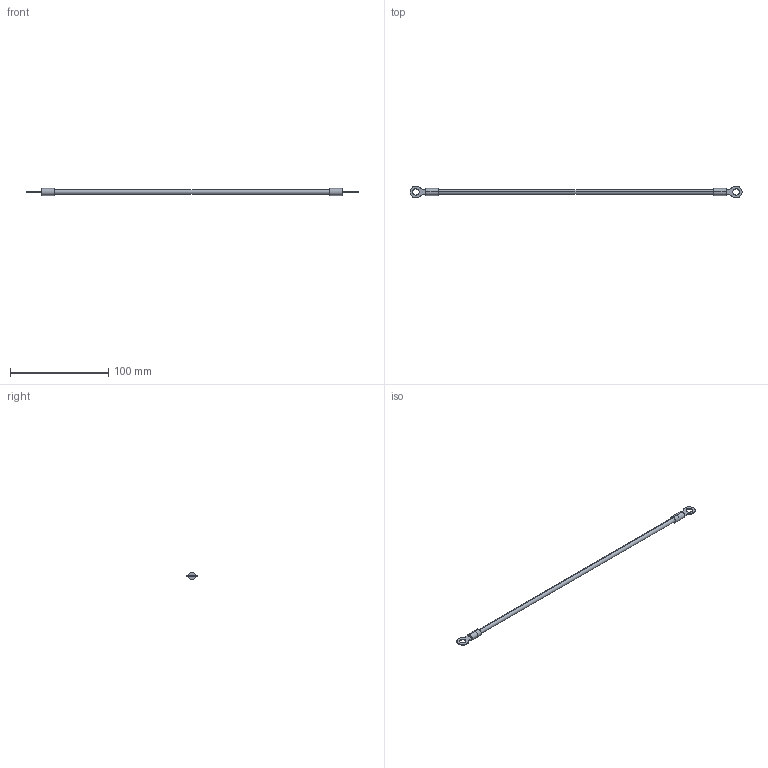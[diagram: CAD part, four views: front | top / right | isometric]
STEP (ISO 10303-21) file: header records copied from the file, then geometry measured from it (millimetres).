
FILE_DESCRIPTION (( 'STEP AP203' ), '1' );
FILE_NAME ('U8015300406 Ïðîâîä çàçåìëåíèÿ 4-Ì6-Ì6 L=300ìì (000.615.028).STEP', '2022-04-25T13:19:12', ( '' ), ( '' ), 'SwSTEP 2.0', 'SolidWorks 2017', '' );
FILE_SCHEMA (( 'CONFIG_CONTROL_DESIGN' ));
Length unit declared in the file: millimetre
Products named in the file (3): ﾏ粽臉ﾏﾂ3_4_ﾇ-ﾆ (蓁 UC)_00; U8015300406 Ïðîâîä çàçåìëåíèÿ 4-Ì6-Ì6 L=300ìì (000.615.028); 袜觐礤黜桕 褪萠6-6
Assembly tree (3 placements, depth 2):
  U8015300406 Ïðîâîä çàçåìëåíèÿ 4-Ì6-Ì6 L=300ìì (000.615.028)
    ﾏ粽臉ﾏﾂ3_4_ﾇ-ﾆ (蓁 UC)_00
    袜觐礤黜桕 褪萠6-6  x2
Bounding box: 338 x 12 x 7.2 mm (x, y, z)
Volume: 6148.6 mm3; surface area: 6090 mm2
Topology: 3 solids, 3 shells, 52 faces, 114 edges, 76 vertices
Faces by surface type: cylinder 32, plane 20
Entity records: 1199 total; most frequent: DIRECTION 178, CARTESIAN_POINT 147, ORIENTED_EDGE 132, AXIS2_PLACEMENT_3D 75, EDGE_CURVE 66, VERTEX_POINT 44, EDGE_LOOP 38, CIRCLE 38
